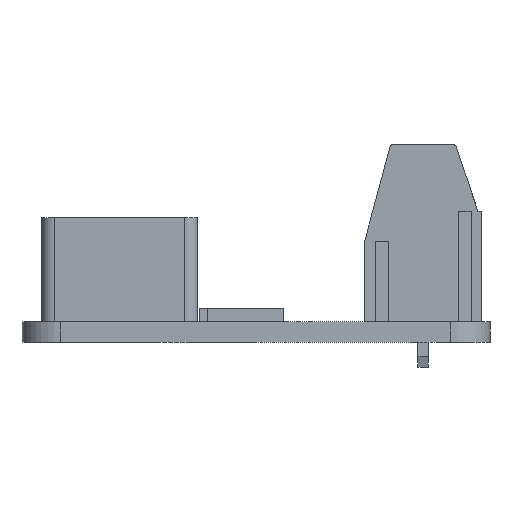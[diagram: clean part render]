
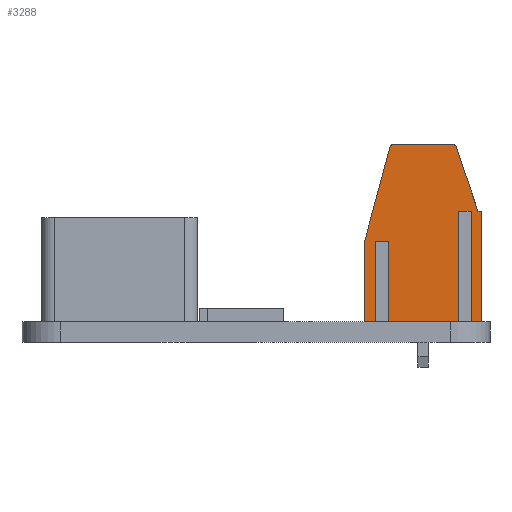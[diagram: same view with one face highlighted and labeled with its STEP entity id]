
A CAD part, left-side view. The second image highlights one B-rep face of the part: STEP entity #3288.
In plain terms, the highlighted planar face has unit normal (-1, 0, 0).
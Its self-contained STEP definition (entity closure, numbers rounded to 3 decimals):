
#178=CIRCLE('',#3656,0.2);
#179=CIRCLE('',#3657,0.2);
#296=FACE_OUTER_BOUND('',#502,.T.);
#502=EDGE_LOOP('',(#2572,#2573,#2574,#2575,#2576,#2577,#2578,#2579,#2580,
#2581,#2582,#2583,#2584,#2585,#2586,#2587,#2588));
#762=LINE('',#5681,#1115);
#772=LINE('',#5699,#1125);
#776=LINE('',#5707,#1129);
#780=LINE('',#5714,#1133);
#793=LINE('',#5739,#1146);
#819=LINE('',#5791,#1172);
#822=LINE('',#5796,#1175);
#823=LINE('',#5798,#1176);
#824=LINE('',#5799,#1177);
#825=LINE('',#5801,#1178);
#826=LINE('',#5803,#1179);
#827=LINE('',#5804,#1180);
#828=LINE('',#5806,#1181);
#829=LINE('',#5808,#1182);
#830=LINE('',#5812,#1183);
#1115=VECTOR('',#4245,1000.);
#1125=VECTOR('',#4257,1000.);
#1129=VECTOR('',#4261,1000.);
#1133=VECTOR('',#4265,1000.);
#1146=VECTOR('',#4280,1000.);
#1172=VECTOR('',#4314,1000.);
#1175=VECTOR('',#4319,1000.);
#1176=VECTOR('',#4320,1000.);
#1177=VECTOR('',#4321,1000.);
#1178=VECTOR('',#4322,1000.);
#1179=VECTOR('',#4323,1000.);
#1180=VECTOR('',#4324,1000.);
#1181=VECTOR('',#4325,1000.);
#1182=VECTOR('',#4326,1000.);
#1183=VECTOR('',#4331,1000.);
#1485=VERTEX_POINT('',#5678);
#1486=VERTEX_POINT('',#5680);
#1492=VERTEX_POINT('',#5696);
#1493=VERTEX_POINT('',#5698);
#1496=VERTEX_POINT('',#5704);
#1497=VERTEX_POINT('',#5706);
#1500=VERTEX_POINT('',#5712);
#1511=VERTEX_POINT('',#5737);
#1532=VERTEX_POINT('',#5789);
#1533=VERTEX_POINT('',#5790);
#1534=VERTEX_POINT('',#5795);
#1535=VERTEX_POINT('',#5797);
#1536=VERTEX_POINT('',#5800);
#1537=VERTEX_POINT('',#5802);
#1538=VERTEX_POINT('',#5805);
#1539=VERTEX_POINT('',#5807);
#1540=VERTEX_POINT('',#5810);
#1858=EDGE_CURVE('',#1486,#1485,#762,.T.);
#1868=EDGE_CURVE('',#1493,#1492,#772,.T.);
#1872=EDGE_CURVE('',#1497,#1496,#776,.T.);
#1876=EDGE_CURVE('',#1485,#1500,#780,.T.);
#1889=EDGE_CURVE('',#1511,#1492,#793,.T.);
#1915=EDGE_CURVE('',#1532,#1533,#819,.T.);
#1918=EDGE_CURVE('',#1534,#1500,#822,.T.);
#1919=EDGE_CURVE('',#1534,#1535,#823,.T.);
#1920=EDGE_CURVE('',#1535,#1497,#824,.T.);
#1921=EDGE_CURVE('',#1536,#1496,#825,.T.);
#1922=EDGE_CURVE('',#1537,#1536,#826,.T.);
#1923=EDGE_CURVE('',#1537,#1493,#827,.T.);
#1924=EDGE_CURVE('',#1538,#1511,#828,.T.);
#1925=EDGE_CURVE('',#1539,#1538,#829,.T.);
#1926=EDGE_CURVE('',#1539,#1533,#178,.T.);
#1927=EDGE_CURVE('',#1532,#1540,#179,.T.);
#1928=EDGE_CURVE('',#1486,#1540,#830,.T.);
#2572=ORIENTED_EDGE('',*,*,#1858,.T.);
#2573=ORIENTED_EDGE('',*,*,#1876,.T.);
#2574=ORIENTED_EDGE('',*,*,#1918,.F.);
#2575=ORIENTED_EDGE('',*,*,#1919,.T.);
#2576=ORIENTED_EDGE('',*,*,#1920,.T.);
#2577=ORIENTED_EDGE('',*,*,#1872,.T.);
#2578=ORIENTED_EDGE('',*,*,#1921,.F.);
#2579=ORIENTED_EDGE('',*,*,#1922,.F.);
#2580=ORIENTED_EDGE('',*,*,#1923,.T.);
#2581=ORIENTED_EDGE('',*,*,#1868,.T.);
#2582=ORIENTED_EDGE('',*,*,#1889,.F.);
#2583=ORIENTED_EDGE('',*,*,#1924,.F.);
#2584=ORIENTED_EDGE('',*,*,#1925,.F.);
#2585=ORIENTED_EDGE('',*,*,#1926,.T.);
#2586=ORIENTED_EDGE('',*,*,#1915,.F.);
#2587=ORIENTED_EDGE('',*,*,#1927,.T.);
#2588=ORIENTED_EDGE('',*,*,#1928,.F.);
#3009=PLANE('',#3655);
#3288=ADVANCED_FACE('',(#296),#3009,.F.);
#3655=AXIS2_PLACEMENT_3D('',#5794,#4317,#4318);
#3656=AXIS2_PLACEMENT_3D('',#5809,#4327,#4328);
#3657=AXIS2_PLACEMENT_3D('',#5811,#4329,#4330);
#4245=DIRECTION('',(0.,-1.,0.));
#4257=DIRECTION('',(0.,0.,1.));
#4261=DIRECTION('',(0.,0.,1.));
#4265=DIRECTION('',(0.,0.,1.));
#4280=DIRECTION('',(0.,-1.,0.));
#4314=DIRECTION('',(0.,0.,1.));
#4317=DIRECTION('center_axis',(1.,0.,0.));
#4318=DIRECTION('ref_axis',(0.,0.,-1.));
#4319=DIRECTION('',(0.,-1.,0.));
#4320=DIRECTION('',(0.,0.,1.));
#4321=DIRECTION('',(0.,-1.,0.));
#4322=DIRECTION('',(0.,-1.,0.));
#4323=DIRECTION('',(0.,0.,-1.));
#4324=DIRECTION('',(0.,-1.,0.));
#4325=DIRECTION('',(0.,0.,1.));
#4326=DIRECTION('',(0.,-0.949,0.316));
#4327=DIRECTION('center_axis',(-1.,0.,0.));
#4328=DIRECTION('ref_axis',(0.,0.,-1.));
#4329=DIRECTION('center_axis',(-1.,0.,0.));
#4330=DIRECTION('ref_axis',(0.,0.,-1.));
#4331=DIRECTION('',(0.,0.965,0.261));
#5678=CARTESIAN_POINT('',(0.,0.,0.));
#5680=CARTESIAN_POINT('',(0.,6.2,0.));
#5681=CARTESIAN_POINT('',(0.,13.6,0.));
#5696=CARTESIAN_POINT('',(0.,0.,9.));
#5698=CARTESIAN_POINT('',(0.,0.,7.993));
#5699=CARTESIAN_POINT('',(0.,0.,9.));
#5704=CARTESIAN_POINT('',(0.,0.,7.407));
#5706=CARTESIAN_POINT('',(0.,0.,1.593));
#5707=CARTESIAN_POINT('',(0.,0.,9.));
#5712=CARTESIAN_POINT('',(0.,0.,1.007));
#5714=CARTESIAN_POINT('',(0.,0.,9.));
#5737=CARTESIAN_POINT('',(0.,8.5,9.));
#5739=CARTESIAN_POINT('',(0.,13.6,9.));
#5789=CARTESIAN_POINT('',(0.,13.6,2.153));
#5790=CARTESIAN_POINT('',(0.,13.6,6.856));
#5791=CARTESIAN_POINT('',(0.,13.6,9.));
#5794=CARTESIAN_POINT('Origin',(0.,13.6,9.));
#5795=CARTESIAN_POINT('',(0.,6.2,1.007));
#5796=CARTESIAN_POINT('',(0.,6.2,1.007));
#5797=CARTESIAN_POINT('',(0.,6.2,1.593));
#5798=CARTESIAN_POINT('',(0.,6.2,1.007));
#5799=CARTESIAN_POINT('',(0.,6.2,1.593));
#5800=CARTESIAN_POINT('',(0.,8.5,7.407));
#5801=CARTESIAN_POINT('',(0.,8.5,7.407));
#5802=CARTESIAN_POINT('',(0.,8.5,7.993));
#5803=CARTESIAN_POINT('',(0.,8.5,7.993));
#5804=CARTESIAN_POINT('',(0.,8.5,7.993));
#5805=CARTESIAN_POINT('',(0.,8.5,8.7));
#5806=CARTESIAN_POINT('',(0.,8.5,8.7));
#5807=CARTESIAN_POINT('',(0.,13.463,7.046));
#5808=CARTESIAN_POINT('',(0.,13.6,7.));
#5809=CARTESIAN_POINT('Origin',(0.,13.4,6.856));
#5810=CARTESIAN_POINT('',(0.,13.452,1.96));
#5811=CARTESIAN_POINT('Origin',(0.,13.4,2.153));
#5812=CARTESIAN_POINT('',(0.,13.6,2.));
